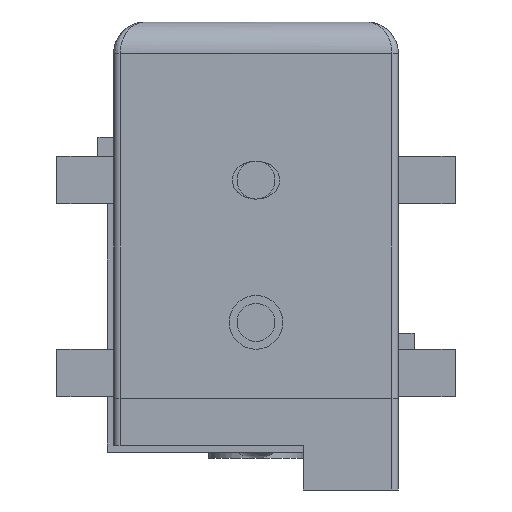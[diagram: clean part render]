
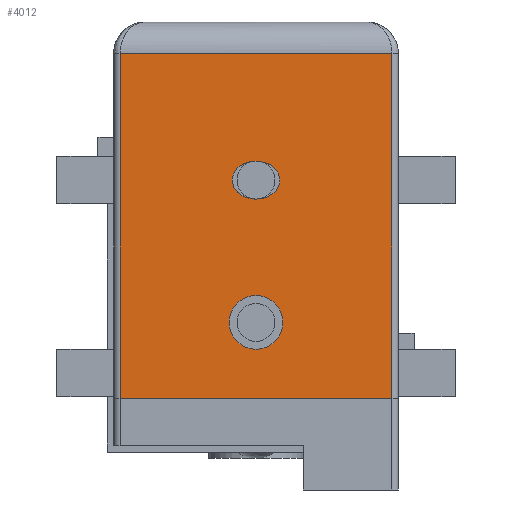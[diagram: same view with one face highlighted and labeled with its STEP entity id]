
A CAD part, front view. The second image highlights one B-rep face of the part: STEP entity #4012.
In plain terms, the highlighted planar face has unit normal (0, -1, 0).
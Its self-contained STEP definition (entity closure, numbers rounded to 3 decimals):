
#52 = VERTEX_POINT ( 'NONE', #766 ) ;
#57 = EDGE_LOOP ( 'NONE', ( #3288, #4785 ) ) ;
#273 = DIRECTION ( 'NONE',  ( 0., -1., 0. ) ) ;
#358 = FACE_BOUND ( 'NONE', #478, .T. ) ;
#388 = LINE ( 'NONE', #3741, #3523 ) ;
#410 = ORIENTED_EDGE ( 'NONE', *, *, #2359, .T. ) ;
#478 = EDGE_LOOP ( 'NONE', ( #2563, #555 ) ) ;
#555 = ORIENTED_EDGE ( 'NONE', *, *, #971, .F. ) ;
#631 = VECTOR ( 'NONE', #2708, 1000. ) ;
#730 = LINE ( 'NONE', #1401, #1012 ) ;
#735 = CARTESIAN_POINT ( 'NONE',  ( 0., 0., -9.5 ) ) ;
#766 = CARTESIAN_POINT ( 'NONE',  ( -0.75, 0., -5. ) ) ;
#827 = ORIENTED_EDGE ( 'NONE', *, *, #3049, .T. ) ;
#853 = EDGE_CURVE ( 'NONE', #3238, #3321, #1111, .T. ) ;
#867 = CARTESIAN_POINT ( 'NONE',  ( -4.3, 0., -11.9 ) ) ;
#918 = VERTEX_POINT ( 'NONE', #5525 ) ;
#925 = CARTESIAN_POINT ( 'NONE',  ( 0., 0., -10.35 ) ) ;
#966 = CARTESIAN_POINT ( 'NONE',  ( 4.3, 0., -11.9 ) ) ;
#971 = EDGE_CURVE ( 'NONE', #4445, #1869, #1235, .T. ) ;
#1012 = VECTOR ( 'NONE', #2709, 1000. ) ;
#1061 = FACE_OUTER_BOUND ( 'NONE', #2207, .T. ) ;
#1087 =( BOUNDED_CURVE ( )  B_SPLINE_CURVE ( 3, ( #2357, #5068, #3720, #2791 ),
 .UNSPECIFIED., .F., .T. ) 
 B_SPLINE_CURVE_WITH_KNOTS ( ( 4, 4 ),
 ( 3.142, 6.283 ),
 .UNSPECIFIED. ) 
 CURVE ( )  GEOMETRIC_REPRESENTATION_ITEM ( )  RATIONAL_B_SPLINE_CURVE ( ( 1., 0.333, 0.333, 1. ) ) 
 REPRESENTATION_ITEM ( '' )  );
#1111 = LINE ( 'NONE', #2724, #631 ) ;
#1235 = CIRCLE ( 'NONE', #2094, 0.85 ) ;
#1241 = ORIENTED_EDGE ( 'NONE', *, *, #1544, .T. ) ;
#1401 = CARTESIAN_POINT ( 'NONE',  ( -4.5, 0., -1. ) ) ;
#1432 = CARTESIAN_POINT ( 'NONE',  ( -0.75, 0., -3.8 ) ) ;
#1544 = EDGE_CURVE ( 'NONE', #918, #3238, #2896, .T. ) ;
#1861 = EDGE_CURVE ( 'NONE', #52, #4624, #1087, .T. ) ;
#1869 = VERTEX_POINT ( 'NONE', #1933 ) ;
#1933 = CARTESIAN_POINT ( 'NONE',  ( 0., 0., -8.65 ) ) ;
#2020 = CARTESIAN_POINT ( 'NONE',  ( -4.5, 0., -11.9 ) ) ;
#2094 = AXIS2_PLACEMENT_3D ( 'NONE', #4669, #2911, #3828 ) ;
#2154 = CARTESIAN_POINT ( 'NONE',  ( 4.3, 0., -1. ) ) ;
#2207 = EDGE_LOOP ( 'NONE', ( #3435, #827, #410, #1241 ) ) ;
#2357 = CARTESIAN_POINT ( 'NONE',  ( -0.75, 0., -5. ) ) ;
#2359 = EDGE_CURVE ( 'NONE', #4228, #918, #730, .T. ) ;
#2378 = CARTESIAN_POINT ( 'NONE',  ( 0.75, 0., -3.8 ) ) ;
#2507 = DIRECTION ( 'NONE',  ( 0., -1., 0. ) ) ;
#2563 = ORIENTED_EDGE ( 'NONE', *, *, #5736, .F. ) ;
#2575 = FACE_BOUND ( 'NONE', #57, .T. ) ;
#2708 = DIRECTION ( 'NONE',  ( 1., 0., 0. ) ) ;
#2709 = DIRECTION ( 'NONE',  ( -1., 0., 0. ) ) ;
#2724 = CARTESIAN_POINT ( 'NONE',  ( -4.5, 0., -11.9 ) ) ;
#2791 = CARTESIAN_POINT ( 'NONE',  ( 0.75, 0., -5. ) ) ;
#2803 = AXIS2_PLACEMENT_3D ( 'NONE', #735, #2507, #5181 ) ;
#2863 = EDGE_CURVE ( 'NONE', #4624, #52, #4264, .T. ) ;
#2896 = LINE ( 'NONE', #3166, #5689 ) ;
#2911 = DIRECTION ( 'NONE',  ( 0., -1., 0. ) ) ;
#2962 = DIRECTION ( 'NONE',  ( 0., 0., -1. ) ) ;
#3049 = EDGE_CURVE ( 'NONE', #3321, #4228, #388, .T. ) ;
#3166 = CARTESIAN_POINT ( 'NONE',  ( -4.3, 0., -11.9 ) ) ;
#3238 = VERTEX_POINT ( 'NONE', #867 ) ;
#3288 = ORIENTED_EDGE ( 'NONE', *, *, #2863, .F. ) ;
#3321 = VERTEX_POINT ( 'NONE', #966 ) ;
#3334 = AXIS2_PLACEMENT_3D ( 'NONE', #2020, #273, #2962 ) ;
#3346 = PLANE ( 'NONE',  #3334 ) ;
#3435 = ORIENTED_EDGE ( 'NONE', *, *, #853, .T. ) ;
#3523 = VECTOR ( 'NONE', #4206, 1000. ) ;
#3661 = DIRECTION ( 'NONE',  ( 0., 0., -1. ) ) ;
#3688 = CARTESIAN_POINT ( 'NONE',  ( 0.75, 0., -5. ) ) ;
#3720 = CARTESIAN_POINT ( 'NONE',  ( 0.75, 0., -6.2 ) ) ;
#3741 = CARTESIAN_POINT ( 'NONE',  ( 4.3, 0., -11.9 ) ) ;
#3828 = DIRECTION ( 'NONE',  ( 0., 0., -1. ) ) ;
#4012 = ADVANCED_FACE ( 'NONE', ( #2575, #1061, #358 ), #3346, .T. ) ;
#4054 = CIRCLE ( 'NONE', #2803, 0.85 ) ;
#4206 = DIRECTION ( 'NONE',  ( 0., 0., 1. ) ) ;
#4228 = VERTEX_POINT ( 'NONE', #2154 ) ;
#4264 =( BOUNDED_CURVE ( )  B_SPLINE_CURVE ( 3, ( #3688, #2378, #1432, #5486 ),
 .UNSPECIFIED., .F., .T. ) 
 B_SPLINE_CURVE_WITH_KNOTS ( ( 4, 4 ),
 ( 0., 3.142 ),
 .UNSPECIFIED. ) 
 CURVE ( )  GEOMETRIC_REPRESENTATION_ITEM ( )  RATIONAL_B_SPLINE_CURVE ( ( 1., 0.333, 0.333, 1. ) ) 
 REPRESENTATION_ITEM ( '' )  );
#4445 = VERTEX_POINT ( 'NONE', #925 ) ;
#4624 = VERTEX_POINT ( 'NONE', #5614 ) ;
#4669 = CARTESIAN_POINT ( 'NONE',  ( 0., 0., -9.5 ) ) ;
#4785 = ORIENTED_EDGE ( 'NONE', *, *, #1861, .F. ) ;
#5068 = CARTESIAN_POINT ( 'NONE',  ( -0.75, 0., -6.2 ) ) ;
#5181 = DIRECTION ( 'NONE',  ( 0., 0., -1. ) ) ;
#5486 = CARTESIAN_POINT ( 'NONE',  ( -0.75, 0., -5. ) ) ;
#5525 = CARTESIAN_POINT ( 'NONE',  ( -4.3, 0., -1. ) ) ;
#5614 = CARTESIAN_POINT ( 'NONE',  ( 0.75, 0., -5. ) ) ;
#5689 = VECTOR ( 'NONE', #3661, 1000. ) ;
#5736 = EDGE_CURVE ( 'NONE', #1869, #4445, #4054, .T. ) ;
